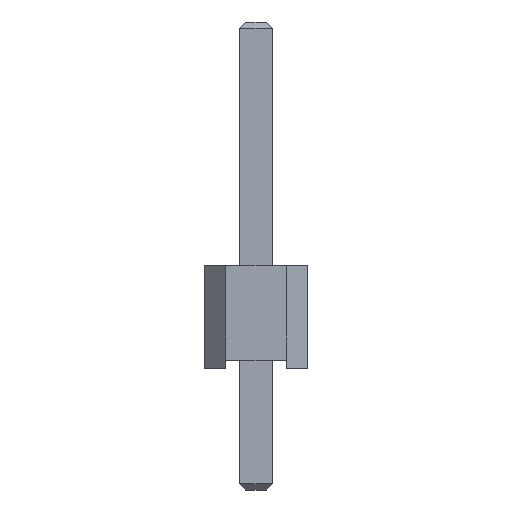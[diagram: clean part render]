
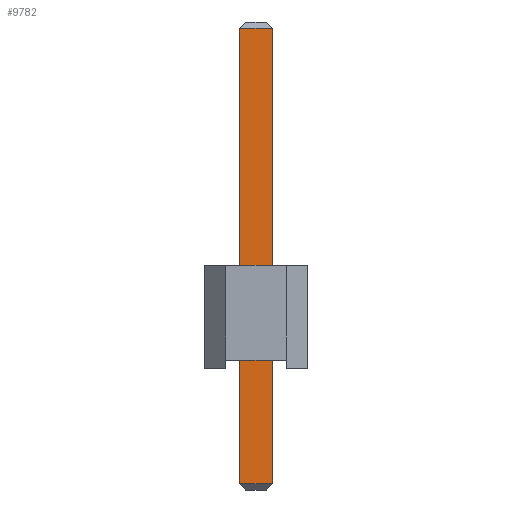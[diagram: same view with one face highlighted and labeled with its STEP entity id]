
A CAD part, front view. The second image highlights one B-rep face of the part: STEP entity #9782.
In plain terms, the highlighted planar face has unit normal (0, -1, 0).
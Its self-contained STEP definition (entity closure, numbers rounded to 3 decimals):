
#9370 = PLANE('',#9371);
#9371 = AXIS2_PLACEMENT_3D('',#9372,#9373,#9374);
#9372 = CARTESIAN_POINT('',(-0.4,-0.4,-3.));
#9373 = DIRECTION('',(-1.,0.,0.));
#9374 = DIRECTION('',(0.,1.,0.));
#9426 = PLANE('',#9427);
#9427 = AXIS2_PLACEMENT_3D('',#9428,#9429,#9430);
#9428 = CARTESIAN_POINT('',(0.4,0.4,-3.));
#9429 = DIRECTION('',(1.,0.,0.));
#9430 = DIRECTION('',(0.,-1.,0.));
#9467 = EDGE_CURVE('',#9468,#9470,#9472,.T.);
#9468 = VERTEX_POINT('',#9469);
#9469 = CARTESIAN_POINT('',(-0.4,-0.4,-2.85));
#9470 = VERTEX_POINT('',#9471);
#9471 = CARTESIAN_POINT('',(-0.4,-0.4,8.39));
#9472 = SURFACE_CURVE('',#9473,(#9477,#9484),.PCURVE_S1.);
#9473 = LINE('',#9474,#9475);
#9474 = CARTESIAN_POINT('',(-0.4,-0.4,-3.));
#9475 = VECTOR('',#9476,1.);
#9476 = DIRECTION('',(0.,0.,1.));
#9477 = PCURVE('',#9370,#9478);
#9478 = DEFINITIONAL_REPRESENTATION('',(#9479),#9483);
#9479 = LINE('',#9480,#9481);
#9480 = CARTESIAN_POINT('',(0.,0.));
#9481 = VECTOR('',#9482,1.);
#9482 = DIRECTION('',(0.,-1.));
#9483 = ( GEOMETRIC_REPRESENTATION_CONTEXT(2) 
PARAMETRIC_REPRESENTATION_CONTEXT() REPRESENTATION_CONTEXT('2D SPACE',''
  ) );
#9484 = PCURVE('',#9485,#9490);
#9485 = PLANE('',#9486);
#9486 = AXIS2_PLACEMENT_3D('',#9487,#9488,#9489);
#9487 = CARTESIAN_POINT('',(0.4,-0.4,-3.));
#9488 = DIRECTION('',(0.,-1.,0.));
#9489 = DIRECTION('',(-1.,0.,0.));
#9490 = DEFINITIONAL_REPRESENTATION('',(#9491),#9495);
#9491 = LINE('',#9492,#9493);
#9492 = CARTESIAN_POINT('',(0.8,0.));
#9493 = VECTOR('',#9494,1.);
#9494 = DIRECTION('',(0.,-1.));
#9495 = ( GEOMETRIC_REPRESENTATION_CONTEXT(2) 
PARAMETRIC_REPRESENTATION_CONTEXT() REPRESENTATION_CONTEXT('2D SPACE',''
  ) );
#9717 = VERTEX_POINT('',#9718);
#9718 = CARTESIAN_POINT('',(0.4,-0.4,8.39));
#9739 = EDGE_CURVE('',#9740,#9717,#9742,.T.);
#9740 = VERTEX_POINT('',#9741);
#9741 = CARTESIAN_POINT('',(0.4,-0.4,-2.85));
#9742 = SURFACE_CURVE('',#9743,(#9747,#9754),.PCURVE_S1.);
#9743 = LINE('',#9744,#9745);
#9744 = CARTESIAN_POINT('',(0.4,-0.4,-3.));
#9745 = VECTOR('',#9746,1.);
#9746 = DIRECTION('',(0.,0.,1.));
#9747 = PCURVE('',#9426,#9748);
#9748 = DEFINITIONAL_REPRESENTATION('',(#9749),#9753);
#9749 = LINE('',#9750,#9751);
#9750 = CARTESIAN_POINT('',(0.8,0.));
#9751 = VECTOR('',#9752,1.);
#9752 = DIRECTION('',(0.,-1.));
#9753 = ( GEOMETRIC_REPRESENTATION_CONTEXT(2) 
PARAMETRIC_REPRESENTATION_CONTEXT() REPRESENTATION_CONTEXT('2D SPACE',''
  ) );
#9754 = PCURVE('',#9485,#9755);
#9755 = DEFINITIONAL_REPRESENTATION('',(#9756),#9760);
#9756 = LINE('',#9757,#9758);
#9757 = CARTESIAN_POINT('',(0.,0.));
#9758 = VECTOR('',#9759,1.);
#9759 = DIRECTION('',(0.,-1.));
#9760 = ( GEOMETRIC_REPRESENTATION_CONTEXT(2) 
PARAMETRIC_REPRESENTATION_CONTEXT() REPRESENTATION_CONTEXT('2D SPACE',''
  ) );
#9782 = ADVANCED_FACE('',(#9783),#9485,.T.);
#9783 = FACE_BOUND('',#9784,.T.);
#9784 = EDGE_LOOP('',(#9785,#9786,#9812,#9813));
#9785 = ORIENTED_EDGE('',*,*,#9739,.T.);
#9786 = ORIENTED_EDGE('',*,*,#9787,.T.);
#9787 = EDGE_CURVE('',#9717,#9470,#9788,.T.);
#9788 = SURFACE_CURVE('',#9789,(#9793,#9800),.PCURVE_S1.);
#9789 = LINE('',#9790,#9791);
#9790 = CARTESIAN_POINT('',(0.4,-0.4,8.39));
#9791 = VECTOR('',#9792,1.);
#9792 = DIRECTION('',(-1.,0.,0.));
#9793 = PCURVE('',#9485,#9794);
#9794 = DEFINITIONAL_REPRESENTATION('',(#9795),#9799);
#9795 = LINE('',#9796,#9797);
#9796 = CARTESIAN_POINT('',(0.,-11.39));
#9797 = VECTOR('',#9798,1.);
#9798 = DIRECTION('',(1.,0.));
#9799 = ( GEOMETRIC_REPRESENTATION_CONTEXT(2) 
PARAMETRIC_REPRESENTATION_CONTEXT() REPRESENTATION_CONTEXT('2D SPACE',''
  ) );
#9800 = PCURVE('',#9801,#9806);
#9801 = PLANE('',#9802);
#9802 = AXIS2_PLACEMENT_3D('',#9803,#9804,#9805);
#9803 = CARTESIAN_POINT('',(0.4,-0.325,8.465));
#9804 = DIRECTION('',(0.,-0.707,0.707));
#9805 = DIRECTION('',(1.,0.,0.));
#9806 = DEFINITIONAL_REPRESENTATION('',(#9807),#9811);
#9807 = LINE('',#9808,#9809);
#9808 = CARTESIAN_POINT('',(0.,-0.106));
#9809 = VECTOR('',#9810,1.);
#9810 = DIRECTION('',(-1.,0.));
#9811 = ( GEOMETRIC_REPRESENTATION_CONTEXT(2) 
PARAMETRIC_REPRESENTATION_CONTEXT() REPRESENTATION_CONTEXT('2D SPACE',''
  ) );
#9812 = ORIENTED_EDGE('',*,*,#9467,.F.);
#9813 = ORIENTED_EDGE('',*,*,#9814,.F.);
#9814 = EDGE_CURVE('',#9740,#9468,#9815,.T.);
#9815 = SURFACE_CURVE('',#9816,(#9820,#9827),.PCURVE_S1.);
#9816 = LINE('',#9817,#9818);
#9817 = CARTESIAN_POINT('',(0.4,-0.4,-2.85));
#9818 = VECTOR('',#9819,1.);
#9819 = DIRECTION('',(-1.,0.,0.));
#9820 = PCURVE('',#9485,#9821);
#9821 = DEFINITIONAL_REPRESENTATION('',(#9822),#9826);
#9822 = LINE('',#9823,#9824);
#9823 = CARTESIAN_POINT('',(0.,-0.15));
#9824 = VECTOR('',#9825,1.);
#9825 = DIRECTION('',(1.,0.));
#9826 = ( GEOMETRIC_REPRESENTATION_CONTEXT(2) 
PARAMETRIC_REPRESENTATION_CONTEXT() REPRESENTATION_CONTEXT('2D SPACE',''
  ) );
#9827 = PCURVE('',#9828,#9833);
#9828 = PLANE('',#9829);
#9829 = AXIS2_PLACEMENT_3D('',#9830,#9831,#9832);
#9830 = CARTESIAN_POINT('',(0.4,-0.325,-2.925));
#9831 = DIRECTION('',(0.,0.707,0.707)
  );
#9832 = DIRECTION('',(1.,0.,0.));
#9833 = DEFINITIONAL_REPRESENTATION('',(#9834),#9838);
#9834 = LINE('',#9835,#9836);
#9835 = CARTESIAN_POINT('',(0.,-0.106));
#9836 = VECTOR('',#9837,1.);
#9837 = DIRECTION('',(-1.,0.));
#9838 = ( GEOMETRIC_REPRESENTATION_CONTEXT(2) 
PARAMETRIC_REPRESENTATION_CONTEXT() REPRESENTATION_CONTEXT('2D SPACE',''
  ) );
